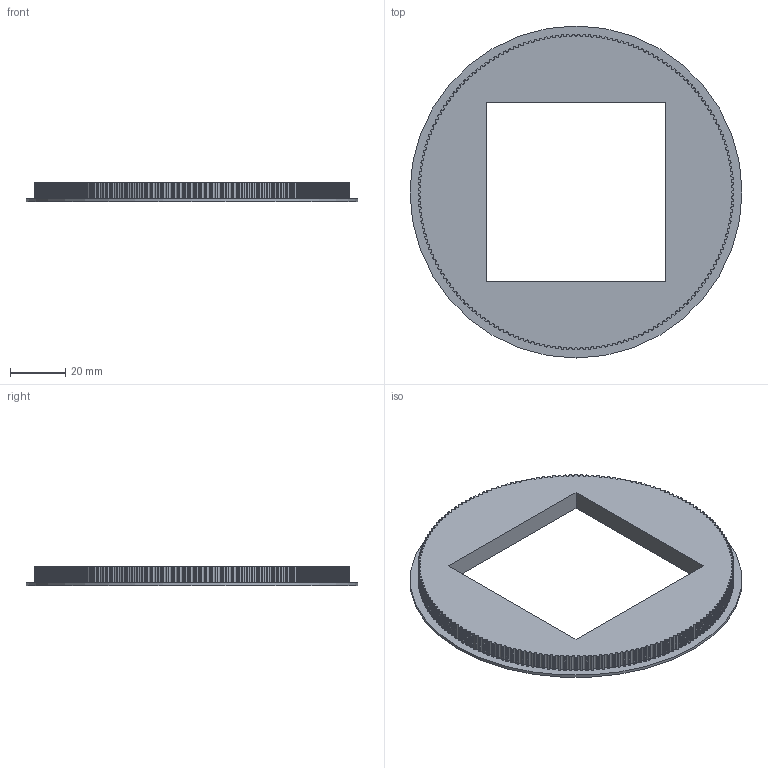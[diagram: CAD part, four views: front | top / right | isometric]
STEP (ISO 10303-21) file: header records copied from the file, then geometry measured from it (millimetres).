
FILE_DESCRIPTION(/* description */ ('Unknown'),/* implementation_level */ '2;1');
FILE_NAME(/* name */ '180_teeth_lip_cutout_01',/* time_stamp */ '2023-04-11T07:43:10+01:00',/* author */ ('Unknown'),/* organization */ ('Unknown'),/* preprocessor_version */ 'ST-DEVELOPER v18.102',/* originating_system */ 'Solid Edge',/* authorisation */ 'Unknown');
FILE_SCHEMA (('AUTOMOTIVE_DESIGN {1 0 10303 214 3 1 1}'));
Length unit declared in the file: millimetre
Products named in the file (1): 180_teeth_lip_cutout_01
Bounding box: 120 x 120 x 7 mm (x, y, z)
Volume: 42281.4 mm3; surface area: 19460.5 mm2
Topology: 1 solids, 1 shells, 1088 faces, 3255 edges, 2170 vertices
Faces by surface type: cylinder 1081, plane 7
Full cylindrical faces by diameter (mm): 120 x1
Entity records: 38030 total; most frequent: DIRECTION 7594, CARTESIAN_POINT 6513, ORIENTED_EDGE 6508, EDGE_CURVE 3254, AXIS2_PLACEMENT_3D 3251, VERTEX_POINT 2170, CIRCLE 2162, LINE 1092
